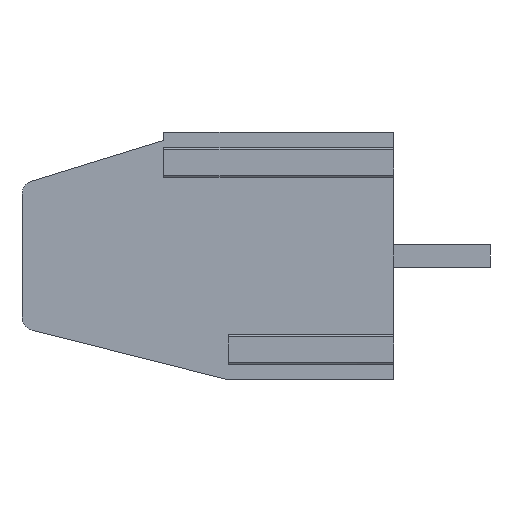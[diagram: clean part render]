
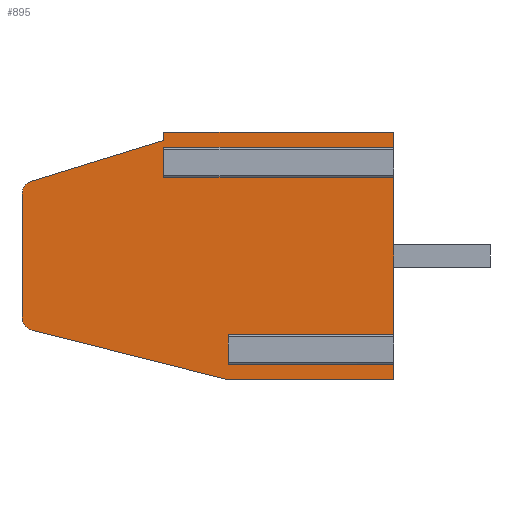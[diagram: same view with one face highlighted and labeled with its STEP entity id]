
A CAD part, left-side view. The second image highlights one B-rep face of the part: STEP entity #895.
In plain terms, the highlighted planar face has unit normal (-1, 0, 0).
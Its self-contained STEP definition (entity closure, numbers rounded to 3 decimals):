
#895=ADVANCED_FACE('',(#1515),#10914,.T.);
#1515=FACE_OUTER_BOUND('',#2193,.T.);
#2193=EDGE_LOOP('',(#5494,#5495,#5496,#5497,#5498,#5499,#5500,#5501,#5502,
#5503,#5504,#5505,#5506,#5507,#5508,#5509,#5510));
#5494=ORIENTED_EDGE('',*,*,#7348,.F.);
#5495=ORIENTED_EDGE('',*,*,#7350,.T.);
#5496=ORIENTED_EDGE('',*,*,#7284,.T.);
#5497=ORIENTED_EDGE('',*,*,#7351,.T.);
#5498=ORIENTED_EDGE('',*,*,#7347,.F.);
#5499=ORIENTED_EDGE('',*,*,#7352,.T.);
#5500=ORIENTED_EDGE('',*,*,#7353,.T.);
#5501=ORIENTED_EDGE('',*,*,#7302,.T.);
#5502=ORIENTED_EDGE('',*,*,#7306,.T.);
#5503=ORIENTED_EDGE('',*,*,#7325,.T.);
#5504=ORIENTED_EDGE('',*,*,#7329,.T.);
#5505=ORIENTED_EDGE('',*,*,#7332,.T.);
#5506=ORIENTED_EDGE('',*,*,#7346,.T.);
#5507=ORIENTED_EDGE('',*,*,#7349,.F.);
#5508=ORIENTED_EDGE('',*,*,#7354,.T.);
#5509=ORIENTED_EDGE('',*,*,#7344,.T.);
#5510=ORIENTED_EDGE('',*,*,#7355,.T.);
#7284=EDGE_CURVE('',#10267,#10268,#9086,.T.);
#7302=EDGE_CURVE('',#10283,#10284,#9100,.T.);
#7306=EDGE_CURVE('',#10284,#10286,#7723,.T.);
#7325=EDGE_CURVE('',#10286,#10303,#9115,.T.);
#7329=EDGE_CURVE('',#10303,#10306,#7732,.T.);
#7332=EDGE_CURVE('',#10306,#10307,#9119,.T.);
#7344=EDGE_CURVE('',#10317,#10318,#9129,.T.);
#7346=EDGE_CURVE('',#10307,#10319,#9130,.T.);
#7347=EDGE_CURVE('',#10320,#10321,#9131,.T.);
#7348=EDGE_CURVE('',#10322,#10323,#9132,.T.);
#7349=EDGE_CURVE('',#10324,#10319,#9133,.T.);
#7350=EDGE_CURVE('',#10322,#10267,#9134,.T.);
#7351=EDGE_CURVE('',#10268,#10321,#9135,.T.);
#7352=EDGE_CURVE('',#10320,#10325,#9136,.T.);
#7353=EDGE_CURVE('',#10325,#10283,#9137,.T.);
#7354=EDGE_CURVE('',#10324,#10317,#9138,.T.);
#7355=EDGE_CURVE('',#10318,#10323,#9139,.T.);
#7723=(
BOUNDED_CURVE()
B_SPLINE_CURVE(2,(#26539,#26540,#26541),.UNSPECIFIED.,.F.,.F.)
B_SPLINE_CURVE_WITH_KNOTS((3,3),(-0.635,0.),.UNSPECIFIED.)
CURVE()
GEOMETRIC_REPRESENTATION_ITEM()
RATIONAL_B_SPLINE_CURVE((1.,0.805,1.))
REPRESENTATION_ITEM('')
);
#7732=(
BOUNDED_CURVE()
B_SPLINE_CURVE(2,(#26598,#26599,#26600),.UNSPECIFIED.,.F.,.F.)
B_SPLINE_CURVE_WITH_KNOTS((3,3),(-0.661,0.),.UNSPECIFIED.)
CURVE()
GEOMETRIC_REPRESENTATION_ITEM()
RATIONAL_B_SPLINE_CURVE((1.,0.789,1.))
REPRESENTATION_ITEM('')
);
#9086=B_SPLINE_CURVE_WITH_KNOTS('',1,(#26483,#26484),.UNSPECIFIED.,.F.,
 .F.,(2,2),(-0.738,0.),.UNSPECIFIED.);
#9100=B_SPLINE_CURVE_WITH_KNOTS('',1,(#26531,#26532),.UNSPECIFIED.,.F.,
 .F.,(2,2),(0.,5.022),.UNSPECIFIED.);
#9115=B_SPLINE_CURVE_WITH_KNOTS('',1,(#26587,#26588),.UNSPECIFIED.,.F.,
 .F.,(2,2),(-4.45,0.),.UNSPECIFIED.);
#9119=B_SPLINE_CURVE_WITH_KNOTS('',1,(#26606,#26607),.UNSPECIFIED.,.F.,
 .F.,(2,2),(0.,7.347),.UNSPECIFIED.);
#9129=B_SPLINE_CURVE_WITH_KNOTS('',1,(#26636,#26637),.UNSPECIFIED.,.F.,
 .F.,(2,2),(-0.738,0.),.UNSPECIFIED.);
#9130=B_SPLINE_CURVE_WITH_KNOTS('',1,(#26643,#26644),.UNSPECIFIED.,.F.,
 .F.,(2,2),(0.,6.),.UNSPECIFIED.);
#9131=B_SPLINE_CURVE_WITH_KNOTS('',1,(#26645,#26646),.UNSPECIFIED.,.F.,
 .F.,(2,2),(-0.731,0.),.UNSPECIFIED.);
#9132=B_SPLINE_CURVE_WITH_KNOTS('',1,(#26647,#26648),.UNSPECIFIED.,.F.,
 .F.,(2,2),(-6.062,0.),.UNSPECIFIED.);
#9133=B_SPLINE_CURVE_WITH_KNOTS('',1,(#26649,#26650),.UNSPECIFIED.,.F.,
 .F.,(2,2),(-0.731,0.),.UNSPECIFIED.);
#9134=B_SPLINE_CURVE_WITH_KNOTS('',1,(#26651,#26652),.UNSPECIFIED.,.F.,
 .F.,(2,2),(-8.35,0.),.UNSPECIFIED.);
#9135=B_SPLINE_CURVE_WITH_KNOTS('',1,(#26653,#26654),.UNSPECIFIED.,.F.,
 .F.,(2,2),(0.,8.35),.UNSPECIFIED.);
#9136=B_SPLINE_CURVE_WITH_KNOTS('',1,(#26655,#26656),.UNSPECIFIED.,.F.,
 .F.,(2,2),(-8.35,0.),.UNSPECIFIED.);
#9137=B_SPLINE_CURVE_WITH_KNOTS('',1,(#26657,#26658),.UNSPECIFIED.,.F.,
 .F.,(2,2),(0.,0.3),.UNSPECIFIED.);
#9138=B_SPLINE_CURVE_WITH_KNOTS('',1,(#26659,#26660),.UNSPECIFIED.,.F.,
 .F.,(2,2),(-6.,0.),.UNSPECIFIED.);
#9139=B_SPLINE_CURVE_WITH_KNOTS('',1,(#26661,#26662),.UNSPECIFIED.,.F.,
 .F.,(2,2),(0.,6.),.UNSPECIFIED.);
#10267=VERTEX_POINT('',#26397);
#10268=VERTEX_POINT('',#26398);
#10283=VERTEX_POINT('',#26413);
#10284=VERTEX_POINT('',#26414);
#10286=VERTEX_POINT('',#26416);
#10303=VERTEX_POINT('',#26433);
#10306=VERTEX_POINT('',#26436);
#10307=VERTEX_POINT('',#26437);
#10317=VERTEX_POINT('',#26447);
#10318=VERTEX_POINT('',#26448);
#10319=VERTEX_POINT('',#26449);
#10320=VERTEX_POINT('',#26450);
#10321=VERTEX_POINT('',#26451);
#10322=VERTEX_POINT('',#26452);
#10323=VERTEX_POINT('',#26453);
#10324=VERTEX_POINT('',#26454);
#10325=VERTEX_POINT('',#26455);
#10914=PLANE('',#11302);
#11302=AXIS2_PLACEMENT_3D('',#26188,#11673,$);
#11673=DIRECTION('',(-1.,0.,0.));
#26188=CARTESIAN_POINT('',(-2.54,-1.351,-5.401));
#26397=CARTESIAN_POINT('',(-2.54,8.35,3.031));
#26398=CARTESIAN_POINT('',(-2.54,8.35,3.769));
#26413=CARTESIAN_POINT('',(-2.54,8.35,4.2));
#26414=CARTESIAN_POINT('',(-2.54,13.148,2.715));
#26416=CARTESIAN_POINT('',(-2.54,13.5,2.237));
#26433=CARTESIAN_POINT('',(-2.54,13.5,-2.213));
#26436=CARTESIAN_POINT('',(-2.54,13.123,-2.698));
#26437=CARTESIAN_POINT('',(-2.54,6.,-4.5));
#26447=CARTESIAN_POINT('',(-2.54,6.,-3.769));
#26448=CARTESIAN_POINT('',(-2.54,6.,-3.031));
#26449=CARTESIAN_POINT('',(-2.54,0.,-4.5));
#26450=CARTESIAN_POINT('',(-2.54,0.,4.5));
#26451=CARTESIAN_POINT('',(-2.54,0.,3.769));
#26452=CARTESIAN_POINT('',(-2.54,0.,3.031));
#26453=CARTESIAN_POINT('',(-2.54,0.,-3.031));
#26454=CARTESIAN_POINT('',(-2.54,0.,-3.769));
#26455=CARTESIAN_POINT('',(-2.54,8.35,4.5));
#26483=CARTESIAN_POINT('',(-2.54,8.35,3.031));
#26484=CARTESIAN_POINT('',(-2.54,8.35,3.769));
#26531=CARTESIAN_POINT('',(-2.54,8.35,4.2));
#26532=CARTESIAN_POINT('',(-2.54,13.148,2.715));
#26539=CARTESIAN_POINT('',(-2.54,13.148,2.715));
#26540=CARTESIAN_POINT('',(-2.54,13.5,2.606));
#26541=CARTESIAN_POINT('',(-2.54,13.5,2.237));
#26587=CARTESIAN_POINT('',(-2.54,13.5,2.237));
#26588=CARTESIAN_POINT('',(-2.54,13.5,-2.213));
#26598=CARTESIAN_POINT('',(-2.54,13.5,-2.213));
#26599=CARTESIAN_POINT('',(-2.54,13.5,-2.602));
#26600=CARTESIAN_POINT('',(-2.54,13.123,-2.698));
#26606=CARTESIAN_POINT('',(-2.54,13.123,-2.698));
#26607=CARTESIAN_POINT('',(-2.54,6.,-4.5));
#26636=CARTESIAN_POINT('',(-2.54,6.,-3.769));
#26637=CARTESIAN_POINT('',(-2.54,6.,-3.031));
#26643=CARTESIAN_POINT('',(-2.54,6.,-4.5));
#26644=CARTESIAN_POINT('',(-2.54,0.,-4.5));
#26645=CARTESIAN_POINT('',(-2.54,0.,4.5));
#26646=CARTESIAN_POINT('',(-2.54,0.,3.769));
#26647=CARTESIAN_POINT('',(-2.54,0.,3.031));
#26648=CARTESIAN_POINT('',(-2.54,0.,-3.031));
#26649=CARTESIAN_POINT('',(-2.54,0.,-3.769));
#26650=CARTESIAN_POINT('',(-2.54,0.,-4.5));
#26651=CARTESIAN_POINT('',(-2.54,0.,3.031));
#26652=CARTESIAN_POINT('',(-2.54,8.35,3.031));
#26653=CARTESIAN_POINT('',(-2.54,8.35,3.769));
#26654=CARTESIAN_POINT('',(-2.54,0.,3.769));
#26655=CARTESIAN_POINT('',(-2.54,0.,4.5));
#26656=CARTESIAN_POINT('',(-2.54,8.35,4.5));
#26657=CARTESIAN_POINT('',(-2.54,8.35,4.5));
#26658=CARTESIAN_POINT('',(-2.54,8.35,4.2));
#26659=CARTESIAN_POINT('',(-2.54,0.,-3.769));
#26660=CARTESIAN_POINT('',(-2.54,6.,-3.769));
#26661=CARTESIAN_POINT('',(-2.54,6.,-3.031));
#26662=CARTESIAN_POINT('',(-2.54,0.,-3.031));
